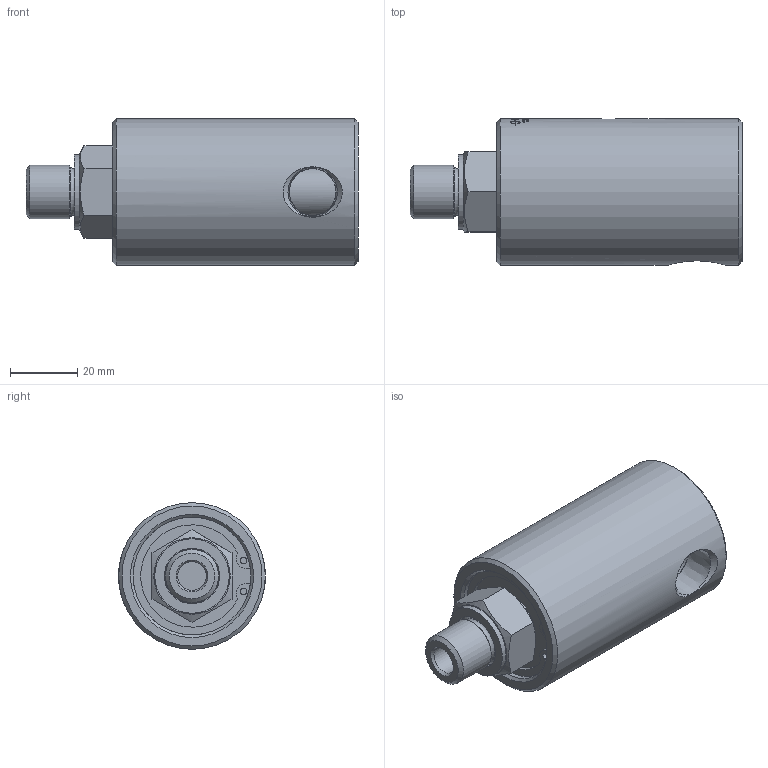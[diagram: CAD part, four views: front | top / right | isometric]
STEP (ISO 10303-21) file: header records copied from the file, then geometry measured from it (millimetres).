
FILE_DESCRIPTION(/* description */ (''),/* implementation_level */ '2;1');
FILE_NAME(/* name */ '1115-009-238-IC.stp',/* time_stamp */ '2020-05-14T10:25:36-05:00',/* author */ ('moorera'),/* organization */ (''),/* preprocessor_version */ 'ST-DEVELOPER v18.1',/* originating_system */ 'Autodesk Inventor 2020',/* authorisation */ '');
FILE_SCHEMA (('AUTOMOTIVE_DESIGN { 1 0 10303 214 3 1 1 }'));
Products named in the file (1): 1115-009-238-IC
Bounding box: 98.89 x 43.7 x 43.7 mm (x, y, z)
Volume: 111576.3 mm3; surface area: 17476.7 mm2
Topology: 1 solids, 2 shells, 360 faces, 947 edges, 637 vertices
Faces by surface type: bspline 188, plane 102, cylinder 57, cone 11, sphere 1, torus 1
Full cylindrical faces by diameter (mm): 1.981 x2, 4.7 x1, 5.75 x1, 6 x1, 8.5 x1, 13.889 x1, 15.839 x1, 16.5 x1, 19.84 x1, 22.2 x1, 35.08 x1, 37.25 x1, 43.7 x1
Entity records: 54917 total; most frequent: CARTESIAN_POINT 46743, ORIENTED_EDGE 1894, DIRECTION 1238, EDGE_CURVE 947, VERTEX_POINT 637, AXIS2_PLACEMENT_3D 443, EDGE_LOOP 408, FACE_OUTER_BOUND 360
